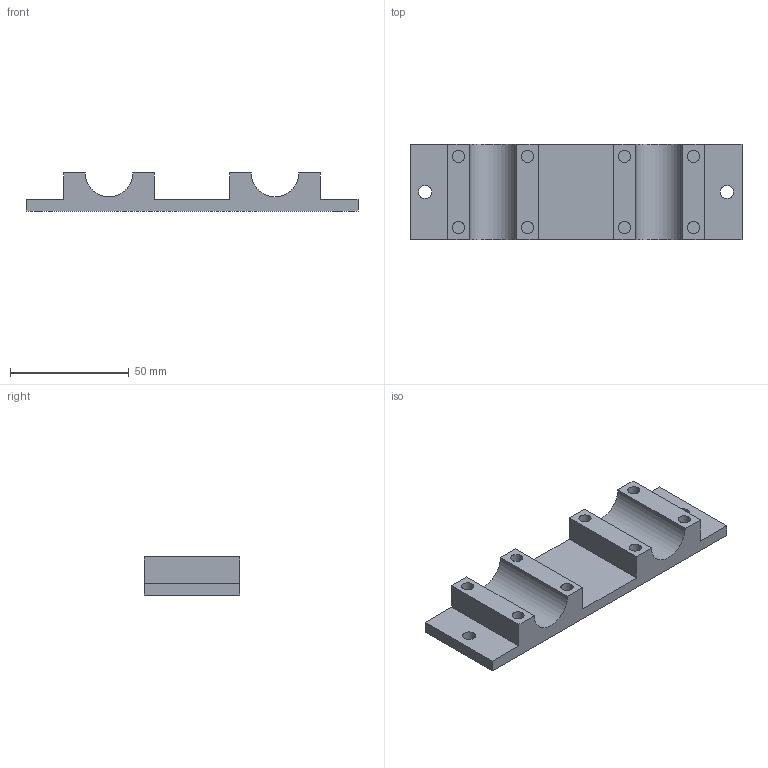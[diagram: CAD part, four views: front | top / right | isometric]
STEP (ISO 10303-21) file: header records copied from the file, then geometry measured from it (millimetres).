
FILE_DESCRIPTION(/* description */ (''),/* implementation_level */ '2;1');
FILE_NAME(/* name */ 'solenoid_railmount v2.step',/* time_stamp */ '2025-06-03T19:51:49-07:00',/* author */ (''),/* organization */ (''),/* preprocessor_version */ 'ST-DEVELOPER v20.1',/* originating_system */ 'Autodesk Translation Framework v14.4.0.0',/* authorisation */ '');
FILE_SCHEMA (('AUTOMOTIVE_DESIGN { 1 0 10303 214 3 1 1 }'));
Length unit declared in the file: millimetre
Products named in the file (1): solenoid_railmount
Bounding box: 139.7 x 40 x 16 mm (x, y, z)
Volume: 46695.8 mm3; surface area: 18200.3 mm2
Topology: 1 solids, 1 shells, 40 faces, 84 edges, 56 vertices
Faces by surface type: plane 26, cylinder 14
Full cylindrical faces by diameter (mm): 5.1 x8, 5.5 x2, 9.1 x2
Entity records: 1117 total; most frequent: DIRECTION 194, CARTESIAN_POINT 181, ORIENTED_EDGE 168, EDGE_CURVE 84, AXIS2_PLACEMENT_3D 69, LINE 56, VECTOR 56, VERTEX_POINT 56
